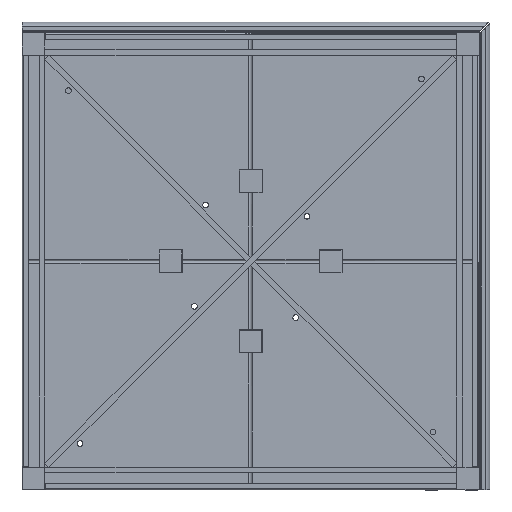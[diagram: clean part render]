
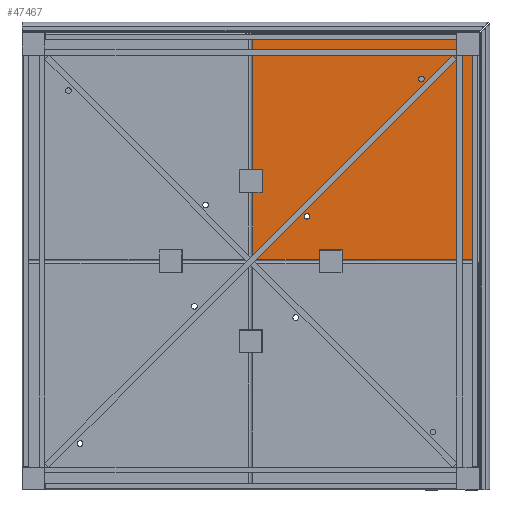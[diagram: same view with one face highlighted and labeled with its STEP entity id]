
A CAD part, front view. The second image highlights one B-rep face of the part: STEP entity #47467.
In plain terms, the highlighted planar face has unit normal (0, -1, 0).
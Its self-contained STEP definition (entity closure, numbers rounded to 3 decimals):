
#447 = ORIENTED_EDGE ( 'NONE', *, *, #15250, .T. ) ;
#1231 = VECTOR ( 'NONE', #74837, 1000. ) ;
#1336 = VECTOR ( 'NONE', #44238, 1000. ) ;
#1481 = VECTOR ( 'NONE', #37292, 1000. ) ;
#1713 = VERTEX_POINT ( 'NONE', #42878 ) ;
#2371 = CARTESIAN_POINT ( 'NONE',  ( -170.5, -4., -474. ) ) ;
#3626 = EDGE_CURVE ( 'NONE', #26078, #9756, #25127, .T. ) ;
#3888 = DIRECTION ( 'NONE',  ( 0., 0., 1. ) ) ;
#4486 = EDGE_CURVE ( 'NONE', #61492, #12923, #21646, .T. ) ;
#4642 = DIRECTION ( 'NONE',  ( 0., 1., 0. ) ) ;
#4644 = FACE_BOUND ( 'NONE', #21320, .T. ) ;
#5040 = CARTESIAN_POINT ( 'NONE',  ( -473., -4., -171.5 ) ) ;
#6041 = VERTEX_POINT ( 'NONE', #18819 ) ;
#7036 = CARTESIAN_POINT ( 'NONE',  ( 250., -4., 312.5 ) ) ;
#7423 = ORIENTED_EDGE ( 'NONE', *, *, #50346, .T. ) ;
#8119 = VECTOR ( 'NONE', #14396, 1000. ) ;
#8520 = VERTEX_POINT ( 'NONE', #39949 ) ;
#9224 = CIRCLE ( 'NONE', #51817, 12.5 ) ;
#9756 = VERTEX_POINT ( 'NONE', #13792 ) ;
#10350 = PLANE ( 'NONE',  #24353 ) ;
#11326 = CARTESIAN_POINT ( 'NONE',  ( -488., -4., -174.5 ) ) ;
#12283 = VERTEX_POINT ( 'NONE', #73830 ) ;
#12288 = CARTESIAN_POINT ( 'NONE',  ( -491.293, -4., -489. ) ) ;
#12923 = VERTEX_POINT ( 'NONE', #2371 ) ;
#13092 = DIRECTION ( 'NONE',  ( 0., 0., -1. ) ) ;
#13438 = VECTOR ( 'NONE', #71667, 1000. ) ;
#13792 = CARTESIAN_POINT ( 'NONE',  ( 250., -4., 287.5 ) ) ;
#14396 = DIRECTION ( 'NONE',  ( 0., 0., 1. ) ) ;
#14424 = ORIENTED_EDGE ( 'NONE', *, *, #4486, .F. ) ;
#15250 = EDGE_CURVE ( 'NONE', #35049, #1713, #57769, .T. ) ;
#16891 = DIRECTION ( 'NONE',  ( 1., 0., 0. ) ) ;
#17369 = CARTESIAN_POINT ( 'NONE',  ( -170.5, -4., -489. ) ) ;
#17869 = EDGE_CURVE ( 'NONE', #24237, #51747, #61203, .T. ) ;
#18652 = ORIENTED_EDGE ( 'NONE', *, *, #65049, .T. ) ;
#18819 = CARTESIAN_POINT ( 'NONE',  ( -473., -4., -174.5 ) ) ;
#19340 = AXIS2_PLACEMENT_3D ( 'NONE', #73002, #62662, #21524 ) ;
#19463 = VERTEX_POINT ( 'NONE', #30363 ) ;
#20807 = DIRECTION ( 'NONE',  ( 0., 0., -1. ) ) ;
#21320 = EDGE_LOOP ( 'NONE', ( #32126, #18652 ) ) ;
#21524 = DIRECTION ( 'NONE',  ( 0., 0., 1. ) ) ;
#21646 = LINE ( 'NONE', #27345, #8119 ) ;
#21896 = EDGE_CURVE ( 'NONE', #51747, #8520, #60663, .T. ) ;
#22840 = LINE ( 'NONE', #29659, #55873 ) ;
#23007 = LINE ( 'NONE', #12288, #33159 ) ;
#23416 = CARTESIAN_POINT ( 'NONE',  ( -488., -4., -489. ) ) ;
#23846 = ORIENTED_EDGE ( 'NONE', *, *, #60268, .T. ) ;
#24237 = VERTEX_POINT ( 'NONE', #11326 ) ;
#24353 = AXIS2_PLACEMENT_3D ( 'NONE', #63331, #52241, #34003 ) ;
#25127 = CIRCLE ( 'NONE', #34841, 12.5 ) ;
#26046 = DIRECTION ( 'NONE',  ( 0., 0., 1. ) ) ;
#26078 = VERTEX_POINT ( 'NONE', #7036 ) ;
#26276 = EDGE_CURVE ( 'NONE', #67356, #27384, #53925, .T. ) ;
#26400 = CARTESIAN_POINT ( 'NONE',  ( 250., -4., 300. ) ) ;
#26519 = EDGE_CURVE ( 'NONE', #12283, #57192, #29448, .T. ) ;
#26526 = EDGE_CURVE ( 'NONE', #61492, #52607, #23007, .T. ) ;
#27345 = CARTESIAN_POINT ( 'NONE',  ( -170.5, -4., -489. ) ) ;
#27384 = VERTEX_POINT ( 'NONE', #44217 ) ;
#28676 = ORIENTED_EDGE ( 'NONE', *, *, #46039, .T. ) ;
#29448 = LINE ( 'NONE', #51926, #68429 ) ;
#29659 = CARTESIAN_POINT ( 'NONE',  ( -488., -4., 497. ) ) ;
#30363 = CARTESIAN_POINT ( 'NONE',  ( -173.5, -4., -474. ) ) ;
#30911 = EDGE_LOOP ( 'NONE', ( #14424, #31385, #73694, #54265, #28676, #63290, #56714, #23846, #53644, #37982, #67806, #42911 ) ) ;
#31385 = ORIENTED_EDGE ( 'NONE', *, *, #26526, .T. ) ;
#31607 = LINE ( 'NONE', #50209, #1481 ) ;
#32000 = LINE ( 'NONE', #67059, #13438 ) ;
#32126 = ORIENTED_EDGE ( 'NONE', *, *, #3626, .T. ) ;
#32881 = DIRECTION ( 'NONE',  ( 0., 1., 0. ) ) ;
#33159 = VECTOR ( 'NONE', #40894, 1000. ) ;
#34003 = DIRECTION ( 'NONE',  ( 0., 0., 1. ) ) ;
#34375 = FACE_BOUND ( 'NONE', #37890, .T. ) ;
#34744 = FACE_OUTER_BOUND ( 'NONE', #30911, .T. ) ;
#34841 = AXIS2_PLACEMENT_3D ( 'NONE', #26400, #4642, #3888 ) ;
#35049 = VERTEX_POINT ( 'NONE', #71548 ) ;
#36306 = EDGE_CURVE ( 'NONE', #12923, #19463, #31607, .T. ) ;
#36535 = CARTESIAN_POINT ( 'NONE',  ( -488., -4., 497. ) ) ;
#36993 = LINE ( 'NONE', #42313, #61376 ) ;
#37292 = DIRECTION ( 'NONE',  ( -1., 0., 0. ) ) ;
#37549 = DIRECTION ( 'NONE',  ( 0., 1., 0. ) ) ;
#37890 = EDGE_LOOP ( 'NONE', ( #7423, #447 ) ) ;
#37982 = ORIENTED_EDGE ( 'NONE', *, *, #21896, .T. ) ;
#39949 = CARTESIAN_POINT ( 'NONE',  ( -173.5, -4., -489. ) ) ;
#40511 = LINE ( 'NONE', #45465, #1231 ) ;
#40894 = DIRECTION ( 'NONE',  ( 1., 0., 0. ) ) ;
#42313 = CARTESIAN_POINT ( 'NONE',  ( -488., -4., -174.5 ) ) ;
#42830 = LINE ( 'NONE', #65338, #69365 ) ;
#42878 = CARTESIAN_POINT ( 'NONE',  ( -250., -4., -287.5 ) ) ;
#42911 = ORIENTED_EDGE ( 'NONE', *, *, #36306, .F. ) ;
#43856 = CARTESIAN_POINT ( 'NONE',  ( -491.293, -4., -489. ) ) ;
#44217 = CARTESIAN_POINT ( 'NONE',  ( 496., -4., 497. ) ) ;
#44238 = DIRECTION ( 'NONE',  ( 1., 0., 0. ) ) ;
#45465 = CARTESIAN_POINT ( 'NONE',  ( -473., -4., -171.5 ) ) ;
#46039 = EDGE_CURVE ( 'NONE', #67356, #12283, #22840, .T. ) ;
#46418 = DIRECTION ( 'NONE',  ( 0., 0., -1. ) ) ;
#47467 = ADVANCED_FACE ( 'NONE', ( #4644, #34375, #34744 ), #10350, .F. ) ;
#47818 = CARTESIAN_POINT ( 'NONE',  ( -496., -4., 497. ) ) ;
#48981 = CARTESIAN_POINT ( 'NONE',  ( 250., -4., 300. ) ) ;
#50209 = CARTESIAN_POINT ( 'NONE',  ( -170.5, -4., -474. ) ) ;
#50346 = EDGE_CURVE ( 'NONE', #1713, #35049, #71694, .T. ) ;
#51747 = VERTEX_POINT ( 'NONE', #23416 ) ;
#51817 = AXIS2_PLACEMENT_3D ( 'NONE', #48981, #37549, #60807 ) ;
#51926 = CARTESIAN_POINT ( 'NONE',  ( -488., -4., -171.5 ) ) ;
#52241 = DIRECTION ( 'NONE',  ( 0., 1., 0. ) ) ;
#52607 = VERTEX_POINT ( 'NONE', #60656 ) ;
#53619 = EDGE_CURVE ( 'NONE', #57192, #6041, #40511, .T. ) ;
#53644 = ORIENTED_EDGE ( 'NONE', *, *, #17869, .T. ) ;
#53925 = LINE ( 'NONE', #47818, #73275 ) ;
#54265 = ORIENTED_EDGE ( 'NONE', *, *, #26276, .F. ) ;
#54289 = DIRECTION ( 'NONE',  ( 1., 0., 0. ) ) ;
#54301 = EDGE_CURVE ( 'NONE', #27384, #52607, #32000, .T. ) ;
#55873 = VECTOR ( 'NONE', #46418, 1000. ) ;
#56213 = CARTESIAN_POINT ( 'NONE',  ( -488., -4., 497. ) ) ;
#56714 = ORIENTED_EDGE ( 'NONE', *, *, #53619, .T. ) ;
#57192 = VERTEX_POINT ( 'NONE', #5040 ) ;
#57769 = CIRCLE ( 'NONE', #72389, 12.5 ) ;
#59512 = VECTOR ( 'NONE', #20807, 1000. ) ;
#60268 = EDGE_CURVE ( 'NONE', #6041, #24237, #36993, .T. ) ;
#60656 = CARTESIAN_POINT ( 'NONE',  ( 496., -4., -489. ) ) ;
#60663 = LINE ( 'NONE', #43856, #1336 ) ;
#60807 = DIRECTION ( 'NONE',  ( 0., 0., 1. ) ) ;
#61203 = LINE ( 'NONE', #56213, #59512 ) ;
#61376 = VECTOR ( 'NONE', #66717, 1000. ) ;
#61461 = CARTESIAN_POINT ( 'NONE',  ( -250., -4., -300. ) ) ;
#61492 = VERTEX_POINT ( 'NONE', #17369 ) ;
#62662 = DIRECTION ( 'NONE',  ( 0., 1., 0. ) ) ;
#63290 = ORIENTED_EDGE ( 'NONE', *, *, #26519, .T. ) ;
#63331 = CARTESIAN_POINT ( 'NONE',  ( 0., -4., 0. ) ) ;
#65049 = EDGE_CURVE ( 'NONE', #9756, #26078, #9224, .T. ) ;
#65338 = CARTESIAN_POINT ( 'NONE',  ( -173.5, -4., -489. ) ) ;
#66717 = DIRECTION ( 'NONE',  ( -1., 0., 0. ) ) ;
#67059 = CARTESIAN_POINT ( 'NONE',  ( 496., -4., -497. ) ) ;
#67356 = VERTEX_POINT ( 'NONE', #36535 ) ;
#67806 = ORIENTED_EDGE ( 'NONE', *, *, #69673, .F. ) ;
#68429 = VECTOR ( 'NONE', #16891, 1000. ) ;
#69365 = VECTOR ( 'NONE', #13092, 1000. ) ;
#69673 = EDGE_CURVE ( 'NONE', #19463, #8520, #42830, .T. ) ;
#71548 = CARTESIAN_POINT ( 'NONE',  ( -250., -4., -312.5 ) ) ;
#71667 = DIRECTION ( 'NONE',  ( 0., 0., -1. ) ) ;
#71694 = CIRCLE ( 'NONE', #19340, 12.5 ) ;
#72389 = AXIS2_PLACEMENT_3D ( 'NONE', #61461, #32881, #26046 ) ;
#73002 = CARTESIAN_POINT ( 'NONE',  ( -250., -4., -300. ) ) ;
#73275 = VECTOR ( 'NONE', #54289, 1000. ) ;
#73694 = ORIENTED_EDGE ( 'NONE', *, *, #54301, .F. ) ;
#73830 = CARTESIAN_POINT ( 'NONE',  ( -488., -4., -171.5 ) ) ;
#74837 = DIRECTION ( 'NONE',  ( 0., 0., -1. ) ) ;
